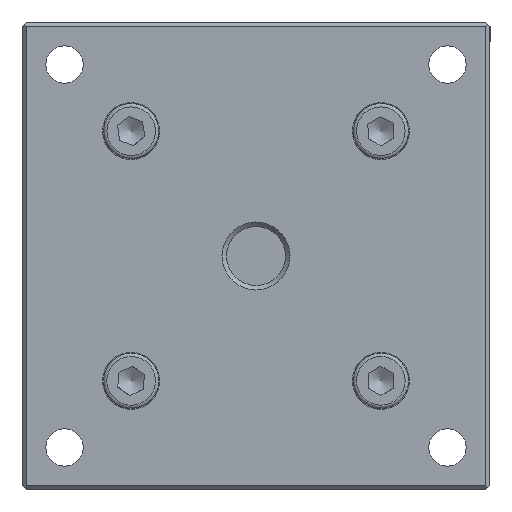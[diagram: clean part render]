
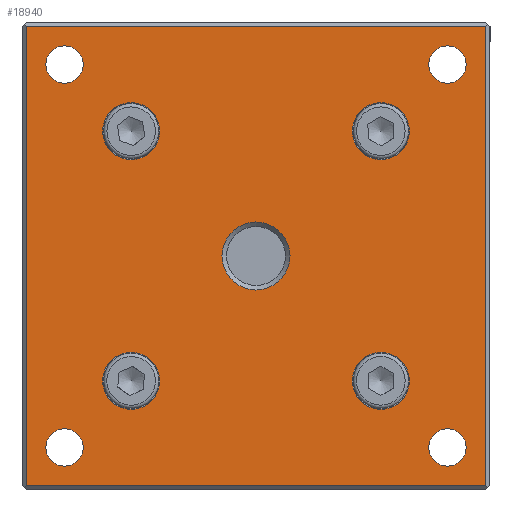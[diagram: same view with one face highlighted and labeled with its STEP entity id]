
A CAD part, left-side view. The second image highlights one B-rep face of the part: STEP entity #18940.
In plain terms, the highlighted planar face has unit normal (-1, 0, 0).
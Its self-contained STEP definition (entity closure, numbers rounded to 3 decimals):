
#18762=CARTESIAN_POINT('',(-116.484,54.,54.));
#18763=VERTEX_POINT('',#18762);
#18770=CARTESIAN_POINT('',(-116.484,-54.,54.));
#18771=VERTEX_POINT('',#18770);
#18772=CARTESIAN_POINT('',(-116.484,54.,54.));
#18773=DIRECTION('',(0.0,-1.0,0.0));
#18774=VECTOR('',#18773,108.0);
#18775=LINE('',#18772,#18774);
#18776=EDGE_CURVE('',#18763,#18771,#18775,.T.);
#18793=CARTESIAN_POINT('',(-116.484,-54.,-54.));
#18794=VERTEX_POINT('',#18793);
#18795=CARTESIAN_POINT('',(-116.484,-54.,54.));
#18796=DIRECTION('',(0.0,0.0,-1.0));
#18797=VECTOR('',#18796,108.0);
#18798=LINE('',#18795,#18797);
#18799=EDGE_CURVE('',#18771,#18794,#18798,.T.);
#18818=CARTESIAN_POINT('',(-116.484,0.,0.));
#18819=DIRECTION('',(-1.0,0.0,0.0));
#18820=DIRECTION('',(0.0,0.0,-1.0));
#18821=AXIS2_PLACEMENT_3D('',#18818,#18819,#18820);
#18822=PLANE('',#18821);
#18823=ORIENTED_EDGE('',*,*,#18776,.F.);
#18824=CARTESIAN_POINT('',(-116.484,54.,-54.));
#18825=VERTEX_POINT('',#18824);
#18826=CARTESIAN_POINT('',(-116.484,54.,-54.));
#18827=DIRECTION('',(0.0,0.0,1.0));
#18828=VECTOR('',#18827,108.0);
#18829=LINE('',#18826,#18828);
#18830=EDGE_CURVE('',#18825,#18763,#18829,.T.);
#18831=ORIENTED_EDGE('',*,*,#18830,.F.);
#18832=CARTESIAN_POINT('',(-116.484,-54.,-54.));
#18833=DIRECTION('',(0.0,1.0,0.0));
#18834=VECTOR('',#18833,108.);
#18835=LINE('',#18832,#18834);
#18836=EDGE_CURVE('',#18794,#18825,#18835,.T.);
#18837=ORIENTED_EDGE('',*,*,#18836,.F.);
#18838=ORIENTED_EDGE('',*,*,#18799,.F.);
#18839=EDGE_LOOP('',(#18823,#18831,#18837,#18838));
#18840=FACE_OUTER_BOUND('',#18839,.T.);
#18841=CARTESIAN_POINT('',(-116.484,36.045,29.345));
#18842=VERTEX_POINT('',#18841);
#18843=CARTESIAN_POINT('',(-116.484,29.345,29.345));
#18844=DIRECTION('',(1.0,0.0,0.0));
#18845=DIRECTION('',(0.0,1.0,0.0));
#18846=AXIS2_PLACEMENT_3D('',#18843,#18844,#18845);
#18847=CIRCLE('',#18846,6.7);
#18848=EDGE_CURVE('',#18842,#18842,#18847,.T.);
#18849=ORIENTED_EDGE('',*,*,#18848,.T.);
#18850=EDGE_LOOP('',(#18849));
#18851=FACE_BOUND('',#18850,.T.);
#18852=CARTESIAN_POINT('',(-116.484,-29.345,36.045));
#18853=VERTEX_POINT('',#18852);
#18854=CARTESIAN_POINT('',(-116.484,-29.345,29.345));
#18855=DIRECTION('',(1.0,0.0,0.0));
#18856=DIRECTION('',(0.0,0.0,1.0));
#18857=AXIS2_PLACEMENT_3D('',#18854,#18855,#18856);
#18858=CIRCLE('',#18857,6.7);
#18859=EDGE_CURVE('',#18853,#18853,#18858,.T.);
#18860=ORIENTED_EDGE('',*,*,#18859,.T.);
#18861=EDGE_LOOP('',(#18860));
#18862=FACE_BOUND('',#18861,.T.);
#18863=CARTESIAN_POINT('',(-116.484,-36.045,-29.345));
#18864=VERTEX_POINT('',#18863);
#18865=CARTESIAN_POINT('',(-116.484,-29.345,-29.345));
#18866=DIRECTION('',(1.0,0.0,0.0));
#18867=DIRECTION('',(0.0,-1.0,0.0));
#18868=AXIS2_PLACEMENT_3D('',#18865,#18866,#18867);
#18869=CIRCLE('',#18868,6.7);
#18870=EDGE_CURVE('',#18864,#18864,#18869,.T.);
#18871=ORIENTED_EDGE('',*,*,#18870,.T.);
#18872=EDGE_LOOP('',(#18871));
#18873=FACE_BOUND('',#18872,.T.);
#18874=CARTESIAN_POINT('',(-116.484,29.345,-36.045));
#18875=VERTEX_POINT('',#18874);
#18876=CARTESIAN_POINT('',(-116.484,29.345,-29.345));
#18877=DIRECTION('',(1.0,0.0,0.0));
#18878=DIRECTION('',(0.0,0.0,-1.0));
#18879=AXIS2_PLACEMENT_3D('',#18876,#18877,#18878);
#18880=CIRCLE('',#18879,6.7);
#18881=EDGE_CURVE('',#18875,#18875,#18880,.T.);
#18882=ORIENTED_EDGE('',*,*,#18881,.T.);
#18883=EDGE_LOOP('',(#18882));
#18884=FACE_BOUND('',#18883,.T.);
#18885=CARTESIAN_POINT('',(-116.484,45.,-49.4));
#18886=VERTEX_POINT('',#18885);
#18887=CARTESIAN_POINT('',(-116.484,45.,-45.));
#18888=DIRECTION('',(1.0,0.0,0.0));
#18889=DIRECTION('',(0.0,0.0,-1.0));
#18890=AXIS2_PLACEMENT_3D('',#18887,#18888,#18889);
#18891=CIRCLE('',#18890,4.4);
#18892=EDGE_CURVE('',#18886,#18886,#18891,.T.);
#18893=ORIENTED_EDGE('',*,*,#18892,.T.);
#18894=EDGE_LOOP('',(#18893));
#18895=FACE_BOUND('',#18894,.T.);
#18896=CARTESIAN_POINT('',(-116.484,-45.,-49.4));
#18897=VERTEX_POINT('',#18896);
#18898=CARTESIAN_POINT('',(-116.484,-45.,-45.));
#18899=DIRECTION('',(1.0,0.0,0.0));
#18900=DIRECTION('',(0.0,0.0,-1.0));
#18901=AXIS2_PLACEMENT_3D('',#18898,#18899,#18900);
#18902=CIRCLE('',#18901,4.4);
#18903=EDGE_CURVE('',#18897,#18897,#18902,.T.);
#18904=ORIENTED_EDGE('',*,*,#18903,.T.);
#18905=EDGE_LOOP('',(#18904));
#18906=FACE_BOUND('',#18905,.T.);
#18907=CARTESIAN_POINT('',(-116.484,-45.,40.6));
#18908=VERTEX_POINT('',#18907);
#18909=CARTESIAN_POINT('',(-116.484,-45.,45.));
#18910=DIRECTION('',(1.0,0.0,0.0));
#18911=DIRECTION('',(0.0,0.0,-1.0));
#18912=AXIS2_PLACEMENT_3D('',#18909,#18910,#18911);
#18913=CIRCLE('',#18912,4.4);
#18914=EDGE_CURVE('',#18908,#18908,#18913,.T.);
#18915=ORIENTED_EDGE('',*,*,#18914,.T.);
#18916=EDGE_LOOP('',(#18915));
#18917=FACE_BOUND('',#18916,.T.);
#18918=CARTESIAN_POINT('',(-116.484,45.,40.6));
#18919=VERTEX_POINT('',#18918);
#18920=CARTESIAN_POINT('',(-116.484,45.,45.));
#18921=DIRECTION('',(1.0,0.0,0.0));
#18922=DIRECTION('',(0.0,0.0,-1.0));
#18923=AXIS2_PLACEMENT_3D('',#18920,#18921,#18922);
#18924=CIRCLE('',#18923,4.4);
#18925=EDGE_CURVE('',#18919,#18919,#18924,.T.);
#18926=ORIENTED_EDGE('',*,*,#18925,.T.);
#18927=EDGE_LOOP('',(#18926));
#18928=FACE_BOUND('',#18927,.T.);
#18929=CARTESIAN_POINT('',(-116.484,0.,-8.));
#18930=VERTEX_POINT('',#18929);
#18931=CARTESIAN_POINT('',(-116.484,0.,0.));
#18932=DIRECTION('',(1.0,0.0,0.0));
#18933=DIRECTION('',(0.0,0.0,-1.0));
#18934=AXIS2_PLACEMENT_3D('',#18931,#18932,#18933);
#18935=CIRCLE('',#18934,8.);
#18936=EDGE_CURVE('',#18930,#18930,#18935,.T.);
#18937=ORIENTED_EDGE('',*,*,#18936,.T.);
#18938=EDGE_LOOP('',(#18937));
#18939=FACE_BOUND('',#18938,.T.);
#18940=ADVANCED_FACE('',(#18840,#18851,#18862,#18873,#18884,#18895,#18906,#18917,#18928,#18939),#18822,.T.);
